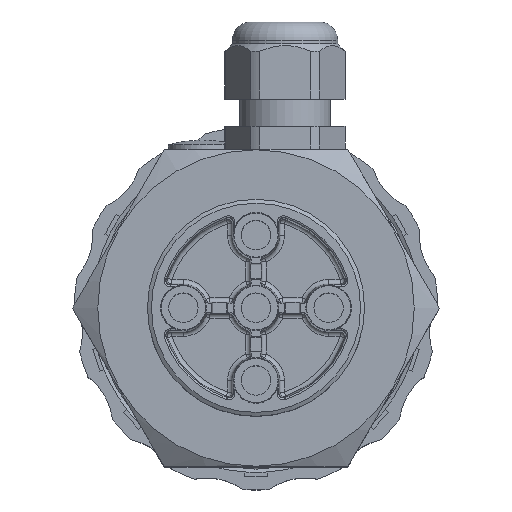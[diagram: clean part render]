
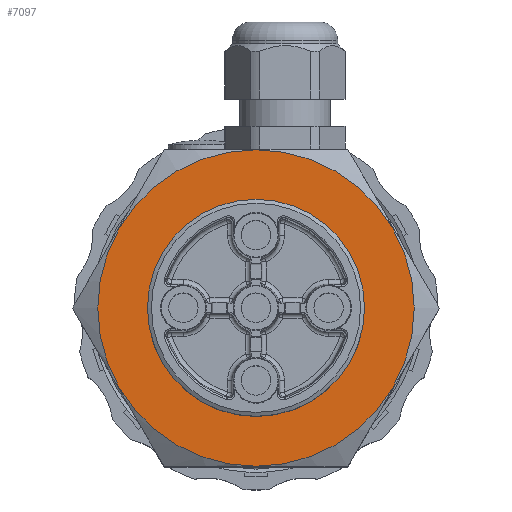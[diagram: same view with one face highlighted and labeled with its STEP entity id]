
A CAD part, top view. The second image highlights one B-rep face of the part: STEP entity #7097.
In plain terms, the highlighted planar face has unit normal (0, 0, 1).
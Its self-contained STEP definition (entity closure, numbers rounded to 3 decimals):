
#1134=PLANE('',#7790);
#1222=FACE_BOUND('',#2095,.T.);
#1655=FACE_OUTER_BOUND('',#2094,.T.);
#2094=EDGE_LOOP('',(#5601));
#2095=EDGE_LOOP('',(#5602,#5603));
#2553=CIRCLE('',#7780,23.);
#2554=CIRCLE('',#7781,23.);
#2555=CIRCLE('',#7783,34.847);
#3081=VERTEX_POINT('',#14820);
#3082=VERTEX_POINT('',#14822);
#3087=VERTEX_POINT('',#14842);
#3942=EDGE_CURVE('',#3081,#3082,#2553,.T.);
#3943=EDGE_CURVE('',#3082,#3081,#2554,.T.);
#3949=EDGE_CURVE('',#3087,#3087,#2555,.T.);
#5601=ORIENTED_EDGE('',*,*,#3949,.T.);
#5602=ORIENTED_EDGE('',*,*,#3943,.F.);
#5603=ORIENTED_EDGE('',*,*,#3942,.F.);
#7097=ADVANCED_FACE('',(#1655,#1222),#1134,.T.);
#7780=AXIS2_PLACEMENT_3D('',#14823,#9290,#9291);
#7781=AXIS2_PLACEMENT_3D('',#14824,#9292,#9293);
#7783=AXIS2_PLACEMENT_3D('',#14844,#9297,#9298);
#7790=AXIS2_PLACEMENT_3D('',#14878,#9316,#9317);
#9290=DIRECTION('center_axis',(0.,0.,1.));
#9291=DIRECTION('ref_axis',(-0.5,-0.866,0.));
#9292=DIRECTION('center_axis',(0.,0.,1.));
#9293=DIRECTION('ref_axis',(-0.5,-0.866,0.));
#9297=DIRECTION('center_axis',(0.,0.,1.));
#9298=DIRECTION('ref_axis',(-0.5,-0.866,0.));
#9316=DIRECTION('center_axis',(0.,0.,1.));
#9317=DIRECTION('ref_axis',(1.,0.,0.));
#14820=CARTESIAN_POINT('',(24.609,92.784,105.201));
#14822=CARTESIAN_POINT('',(36.109,72.865,105.201));
#14823=CARTESIAN_POINT('Origin',(47.609,92.784,105.201));
#14824=CARTESIAN_POINT('Origin',(47.609,92.784,105.201));
#14842=CARTESIAN_POINT('',(65.032,122.962,105.201));
#14844=CARTESIAN_POINT('Origin',(47.609,92.784,105.201));
#14878=CARTESIAN_POINT('Origin',(47.609,92.784,105.201));
